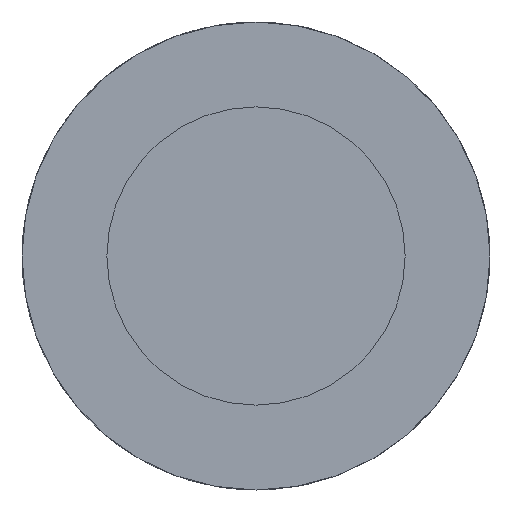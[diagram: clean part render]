
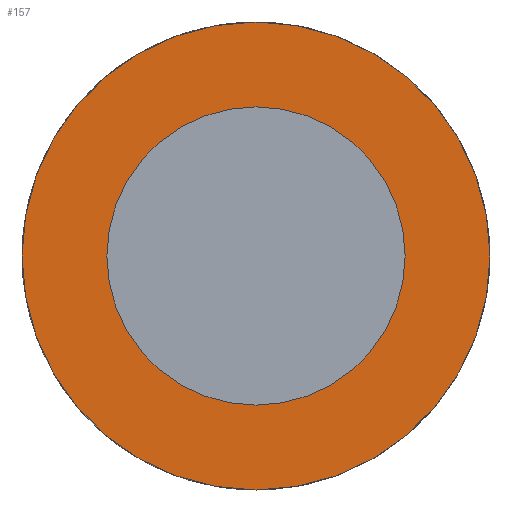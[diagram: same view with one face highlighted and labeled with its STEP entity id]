
A CAD part, front view. The second image highlights one B-rep face of the part: STEP entity #157.
In plain terms, the highlighted planar face has unit normal (0, -1, 0).
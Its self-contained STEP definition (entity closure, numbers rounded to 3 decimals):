
#44=FACE_BOUND('',#337,.T.);
#45=FACE_BOUND('',#338,.T.);
#157=ADVANCED_FACE('',(#44,#45),#220,.F.);
#220=PLANE('',#1382);
#337=EDGE_LOOP('',(#687));
#338=EDGE_LOOP('',(#688));
#687=ORIENTED_EDGE('',*,*,#1158,.F.);
#688=ORIENTED_EDGE('',*,*,#1157,.T.);
#1021=VERTEX_POINT('',#2277);
#1022=VERTEX_POINT('',#2280);
#1157=EDGE_CURVE('',#1021,#1021,#1287,.T.);
#1158=EDGE_CURVE('',#1022,#1022,#1288,.T.);
#1287=CIRCLE('',#1379,5.1);
#1288=CIRCLE('',#1381,8.);
#1379=AXIS2_PLACEMENT_3D('',#2276,#1639,#1640);
#1381=AXIS2_PLACEMENT_3D('',#2279,#1643,#1644);
#1382=AXIS2_PLACEMENT_3D('',#2281,#1645,#1646);
#1639=DIRECTION('',(0.,1.,0.));
#1640=DIRECTION('',(-1.,0.,0.));
#1643=DIRECTION('',(0.,1.,0.));
#1644=DIRECTION('',(-1.,0.,0.));
#1645=DIRECTION('',(0.,1.,0.));
#1646=DIRECTION('',(1.,0.,0.));
#2276=CARTESIAN_POINT('',(0.,0.,0.));
#2277=CARTESIAN_POINT('',(-5.1,0.,0.));
#2279=CARTESIAN_POINT('',(0.,0.,0.));
#2280=CARTESIAN_POINT('',(-8.,0.,0.));
#2281=CARTESIAN_POINT('',(-5.1,0.,0.));
